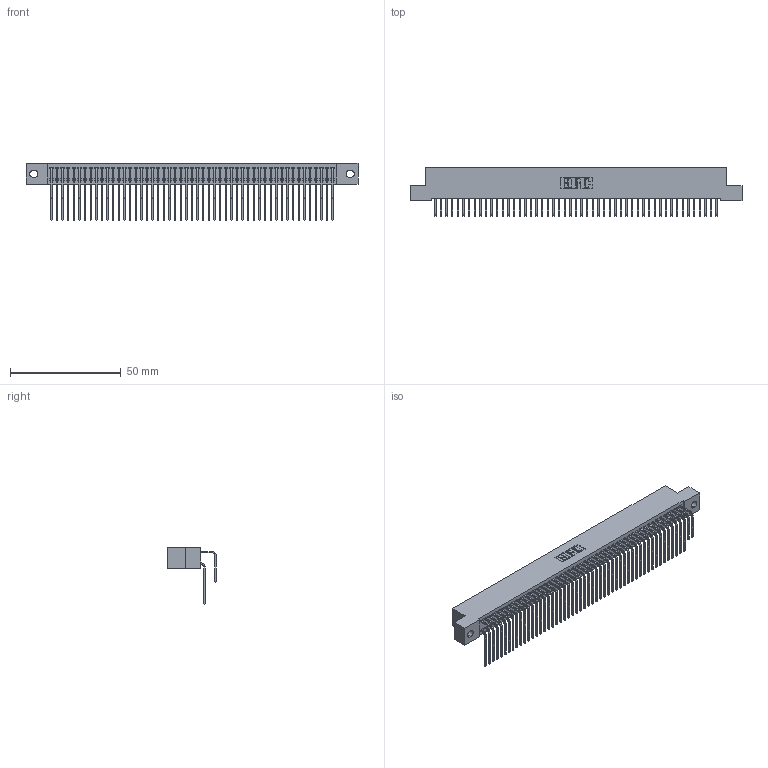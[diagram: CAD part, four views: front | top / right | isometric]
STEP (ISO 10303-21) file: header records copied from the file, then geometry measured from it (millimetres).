
FILE_DESCRIPTION (( 'STEP AP203' ), '1' );
FILE_NAME ('392-102-558-202.STEP', '2019-10-09T21:38:00', ( '' ), ( '' ), 'SwSTEP 2.0', 'SolidWorks 2016', '' );
FILE_SCHEMA (( 'CONFIG_CONTROL_DESIGN' ));
Length unit declared in the file: inch
Products named in the file (4): 342 Part_.128 Slot; 345-292-001_558 559 Tail - 1; 345-292-001_558 Tail - 2; 392-102-558-202
Assembly tree (103 placements, depth 2):
  392-102-558-202
    342 Part_.128 Slot
    345-292-001_558 559 Tail - 1  x51
    345-292-001_558 Tail - 2  x51
Bounding box: 149.86 x 21.91 x 25.78 mm (x, y, z)
Volume: 14043.8 mm3; surface area: 25502.8 mm2
Topology: 103 solids, 103 shells, 5622 faces, 16733 edges, 11018 vertices
Faces by surface type: plane 3946, cylinder 1676
Entity records: 33433 total; most frequent: CARTESIAN_POINT 5581, ORIENTED_EDGE 5466, DIRECTION 4733, EDGE_CURVE 2733, VECTOR 2565, LINE 2565, VERTEX_POINT 1818, AXIS2_PLACEMENT_3D 1084
